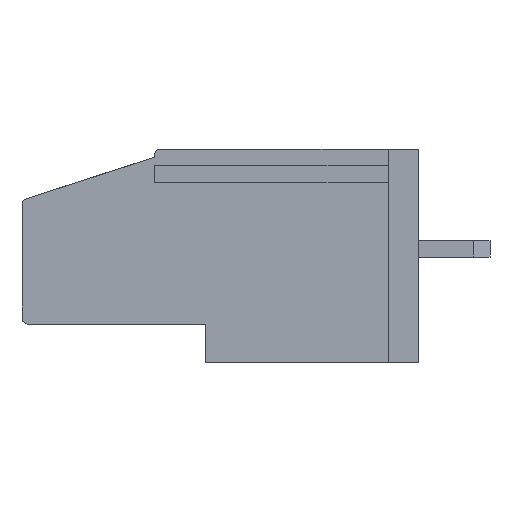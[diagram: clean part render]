
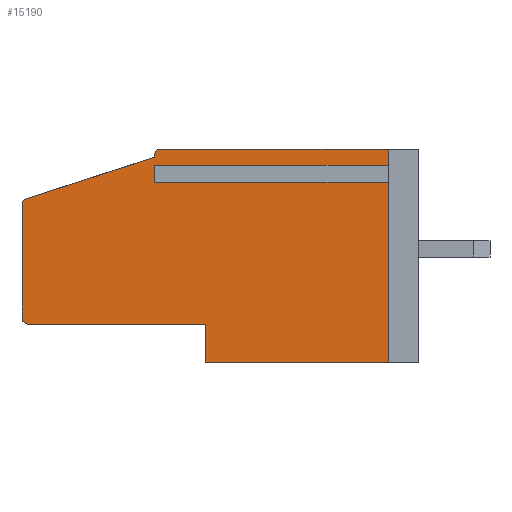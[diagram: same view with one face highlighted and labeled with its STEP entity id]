
A CAD part, left-side view. The second image highlights one B-rep face of the part: STEP entity #15190.
In plain terms, the highlighted planar face has unit normal (-1, 0, 0).
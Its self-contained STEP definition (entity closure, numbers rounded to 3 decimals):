
#1372 = CARTESIAN_POINT ( 'NONE',  ( 0., 13., 9.502 ) ) ;
#1496 = EDGE_CURVE ( 'NONE', #1934, #8333, #16920, .T. ) ;
#1861 = VECTOR ( 'NONE', #33333, 1000. ) ;
#1934 = VERTEX_POINT ( 'NONE', #34189 ) ;
#2503 = DIRECTION ( 'NONE',  ( 0., 1., 0. ) ) ;
#2556 = EDGE_CURVE ( 'NONE', #15384, #1934, #24203, .T. ) ;
#2647 = CARTESIAN_POINT ( 'NONE',  ( 0., 19.5, 7.782 ) ) ;
#2727 = ORIENTED_EDGE ( 'NONE', *, *, #30281, .T. ) ;
#3122 = EDGE_CURVE ( 'NONE', #8333, #35028, #22989, .T. ) ;
#3180 = ORIENTED_EDGE ( 'NONE', *, *, #26777, .T. ) ;
#3427 = VECTOR ( 'NONE', #8529, 1000. ) ;
#3642 = CARTESIAN_POINT ( 'NONE',  ( 0., 19.5, 10.5 ) ) ;
#3760 = LINE ( 'NONE', #12797, #24807 ) ;
#4378 = EDGE_LOOP ( 'NONE', ( #31408, #32495, #12782, #36929, #31528, #15070, #22833, #18601, #2727, #25956, #13780, #35560, #33138, #8598, #3180 ) ) ;
#4695 = DIRECTION ( 'NONE',  ( -1., 0., 0. ) ) ;
#5054 = LINE ( 'NONE', #8045, #20503 ) ;
#5226 = VECTOR ( 'NONE', #30209, 1000. ) ;
#5325 = AXIS2_PLACEMENT_3D ( 'NONE', #26668, #35153, #34789 ) ;
#6528 = AXIS2_PLACEMENT_3D ( 'NONE', #13711, #21810, #25170 ) ;
#7330 = DIRECTION ( 'NONE',  ( 0., 0., 1. ) ) ;
#7569 = EDGE_CURVE ( 'NONE', #34093, #19231, #34330, .T. ) ;
#8009 = CARTESIAN_POINT ( 'NONE',  ( 0., 19.2, 7.782 ) ) ;
#8045 = CARTESIAN_POINT ( 'NONE',  ( 0., 13., 10.1 ) ) ;
#8333 = VERTEX_POINT ( 'NONE', #10071 ) ;
#8401 = CARTESIAN_POINT ( 'NONE',  ( 0., 10.5, 1.9 ) ) ;
#8426 = DIRECTION ( 'NONE',  ( 0., 0., 1. ) ) ;
#8529 = DIRECTION ( 'NONE',  ( 0., -1., 0. ) ) ;
#8598 = ORIENTED_EDGE ( 'NONE', *, *, #28688, .F. ) ;
#8764 = CARTESIAN_POINT ( 'NONE',  ( 0., 19.5, 10.5 ) ) ;
#9096 = LINE ( 'NONE', #3642, #12049 ) ;
#9870 = VERTEX_POINT ( 'NONE', #20103 ) ;
#9984 = CARTESIAN_POINT ( 'NONE',  ( 0., 19.5, 2.2 ) ) ;
#10071 = CARTESIAN_POINT ( 'NONE',  ( 0., 1.5, 9.098 ) ) ;
#10802 = DIRECTION ( 'NONE',  ( 0., 0., -1. ) ) ;
#11351 = AXIS2_PLACEMENT_3D ( 'NONE', #36441, #4695, #22347 ) ;
#11607 = DIRECTION ( 'NONE',  ( 0., -1., 0. ) ) ;
#12049 = VECTOR ( 'NONE', #18148, 1000. ) ;
#12782 = ORIENTED_EDGE ( 'NONE', *, *, #28828, .F. ) ;
#12797 = CARTESIAN_POINT ( 'NONE',  ( 0., 10.5, 1.9 ) ) ;
#13518 = PLANE ( 'NONE',  #6528 ) ;
#13600 = LINE ( 'NONE', #33523, #3427 ) ;
#13677 = LINE ( 'NONE', #17242, #30769 ) ;
#13711 = CARTESIAN_POINT ( 'NONE',  ( 0., 19.5, 10.5 ) ) ;
#13780 = ORIENTED_EDGE ( 'NONE', *, *, #26907, .F. ) ;
#15070 = ORIENTED_EDGE ( 'NONE', *, *, #3122, .F. ) ;
#15190 = ADVANCED_FACE ( 'NONE', ( #33248 ), #13518, .F. ) ;
#15235 = EDGE_CURVE ( 'NONE', #34093, #17951, #27511, .T. ) ;
#15384 = VERTEX_POINT ( 'NONE', #1372 ) ;
#15486 = CARTESIAN_POINT ( 'NONE',  ( 0., 19.292, 8.067 ) ) ;
#16868 = DIRECTION ( 'NONE',  ( 0., 0., 1. ) ) ;
#16920 = LINE ( 'NONE', #19957, #34046 ) ;
#17242 = CARTESIAN_POINT ( 'NONE',  ( 0., 19.5, 1.9 ) ) ;
#17813 = CARTESIAN_POINT ( 'NONE',  ( 0., 12.7, 10.5 ) ) ;
#17951 = VERTEX_POINT ( 'NONE', #21008 ) ;
#18148 = DIRECTION ( 'NONE',  ( 0., -1., 0. ) ) ;
#18601 = ORIENTED_EDGE ( 'NONE', *, *, #2556, .F. ) ;
#19158 = CIRCLE ( 'NONE', #5325, 0.3 ) ;
#19224 = DIRECTION ( 'NONE',  ( 0., 0., -1. ) ) ;
#19231 = VERTEX_POINT ( 'NONE', #2647 ) ;
#19313 = DIRECTION ( 'NONE',  ( -1., 0., 0. ) ) ;
#19678 = EDGE_CURVE ( 'NONE', #33968, #20892, #5054, .T. ) ;
#19957 = CARTESIAN_POINT ( 'NONE',  ( 0., 13., 9.098 ) ) ;
#20058 = DIRECTION ( 'NONE',  ( 0., 0., -1. ) ) ;
#20103 = CARTESIAN_POINT ( 'NONE',  ( 0., 1.5, 10.5 ) ) ;
#20503 = VECTOR ( 'NONE', #8426, 1000. ) ;
#20892 = VERTEX_POINT ( 'NONE', #28531 ) ;
#21008 = CARTESIAN_POINT ( 'NONE',  ( 0., 19.2, 1.9 ) ) ;
#21810 = DIRECTION ( 'NONE',  ( 1., 0., 0. ) ) ;
#22243 = CARTESIAN_POINT ( 'NONE',  ( 0., 10.5, 0. ) ) ;
#22347 = DIRECTION ( 'NONE',  ( 0., 0., -1. ) ) ;
#22444 = CARTESIAN_POINT ( 'NONE',  ( 0., 1.5, 9.502 ) ) ;
#22738 = DIRECTION ( 'NONE',  ( 0., -1., 0. ) ) ;
#22787 = VERTEX_POINT ( 'NONE', #22444 ) ;
#22833 = ORIENTED_EDGE ( 'NONE', *, *, #1496, .F. ) ;
#22989 = LINE ( 'NONE', #31621, #25052 ) ;
#23158 = CARTESIAN_POINT ( 'NONE',  ( 0., 13., 10.1 ) ) ;
#24203 = LINE ( 'NONE', #29638, #5226 ) ;
#24807 = VECTOR ( 'NONE', #7330, 1000. ) ;
#25052 = VECTOR ( 'NONE', #19224, 1000. ) ;
#25057 = CARTESIAN_POINT ( 'NONE',  ( 0., 1.5, 10.5 ) ) ;
#25170 = DIRECTION ( 'NONE',  ( 0., 0., -1. ) ) ;
#25248 = LINE ( 'NONE', #25057, #34468 ) ;
#25253 = CARTESIAN_POINT ( 'NONE',  ( 0., 19.5, 8. ) ) ;
#25956 = ORIENTED_EDGE ( 'NONE', *, *, #29980, .F. ) ;
#26321 = VERTEX_POINT ( 'NONE', #17813 ) ;
#26411 = LINE ( 'NONE', #34535, #27221 ) ;
#26668 = CARTESIAN_POINT ( 'NONE',  ( 0., 12.7, 10.2 ) ) ;
#26777 = EDGE_CURVE ( 'NONE', #35353, #19231, #34670, .T. ) ;
#26830 = AXIS2_PLACEMENT_3D ( 'NONE', #8009, #19313, #20058 ) ;
#26907 = EDGE_CURVE ( 'NONE', #26321, #9870, #9096, .T. ) ;
#27221 = VECTOR ( 'NONE', #11607, 1000. ) ;
#27511 = CIRCLE ( 'NONE', #11351, 0.3 ) ;
#27905 = EDGE_CURVE ( 'NONE', #32897, #29790, #3760, .T. ) ;
#28531 = CARTESIAN_POINT ( 'NONE',  ( 0., 13., 10.2 ) ) ;
#28688 = EDGE_CURVE ( 'NONE', #35353, #33968, #30885, .T. ) ;
#28828 = EDGE_CURVE ( 'NONE', #29790, #17951, #13677, .T. ) ;
#29638 = CARTESIAN_POINT ( 'NONE',  ( 0., 13., 9.502 ) ) ;
#29790 = VERTEX_POINT ( 'NONE', #8401 ) ;
#29917 = CARTESIAN_POINT ( 'NONE',  ( 0., 1.5, 0. ) ) ;
#29980 = EDGE_CURVE ( 'NONE', #9870, #22787, #25248, .T. ) ;
#30209 = DIRECTION ( 'NONE',  ( 0., 0., -1. ) ) ;
#30281 = EDGE_CURVE ( 'NONE', #15384, #22787, #26411, .T. ) ;
#30769 = VECTOR ( 'NONE', #2503, 1000. ) ;
#30885 = LINE ( 'NONE', #25253, #1861 ) ;
#30953 = VECTOR ( 'NONE', #16868, 1000. ) ;
#31408 = ORIENTED_EDGE ( 'NONE', *, *, #7569, .F. ) ;
#31528 = ORIENTED_EDGE ( 'NONE', *, *, #32919, .T. ) ;
#31621 = CARTESIAN_POINT ( 'NONE',  ( 0., 1.5, 10.5 ) ) ;
#32495 = ORIENTED_EDGE ( 'NONE', *, *, #15235, .T. ) ;
#32897 = VERTEX_POINT ( 'NONE', #22243 ) ;
#32919 = EDGE_CURVE ( 'NONE', #32897, #35028, #13600, .T. ) ;
#33138 = ORIENTED_EDGE ( 'NONE', *, *, #19678, .F. ) ;
#33248 = FACE_OUTER_BOUND ( 'NONE', #4378, .T. ) ;
#33333 = DIRECTION ( 'NONE',  ( 0., -0.952, 0.307 ) ) ;
#33523 = CARTESIAN_POINT ( 'NONE',  ( 0., 19.5, 0. ) ) ;
#33968 = VERTEX_POINT ( 'NONE', #23158 ) ;
#34046 = VECTOR ( 'NONE', #22738, 1000. ) ;
#34093 = VERTEX_POINT ( 'NONE', #9984 ) ;
#34189 = CARTESIAN_POINT ( 'NONE',  ( 0., 13., 9.098 ) ) ;
#34330 = LINE ( 'NONE', #8764, #30953 ) ;
#34468 = VECTOR ( 'NONE', #10802, 1000. ) ;
#34535 = CARTESIAN_POINT ( 'NONE',  ( 0., 13., 9.502 ) ) ;
#34670 = CIRCLE ( 'NONE', #26830, 0.3 ) ;
#34789 = DIRECTION ( 'NONE',  ( 0., 0., -1. ) ) ;
#35028 = VERTEX_POINT ( 'NONE', #29917 ) ;
#35153 = DIRECTION ( 'NONE',  ( -1., 0., 0. ) ) ;
#35353 = VERTEX_POINT ( 'NONE', #15486 ) ;
#35560 = ORIENTED_EDGE ( 'NONE', *, *, #35572, .T. ) ;
#35572 = EDGE_CURVE ( 'NONE', #26321, #20892, #19158, .T. ) ;
#36441 = CARTESIAN_POINT ( 'NONE',  ( 0., 19.2, 2.2 ) ) ;
#36929 = ORIENTED_EDGE ( 'NONE', *, *, #27905, .F. ) ;
